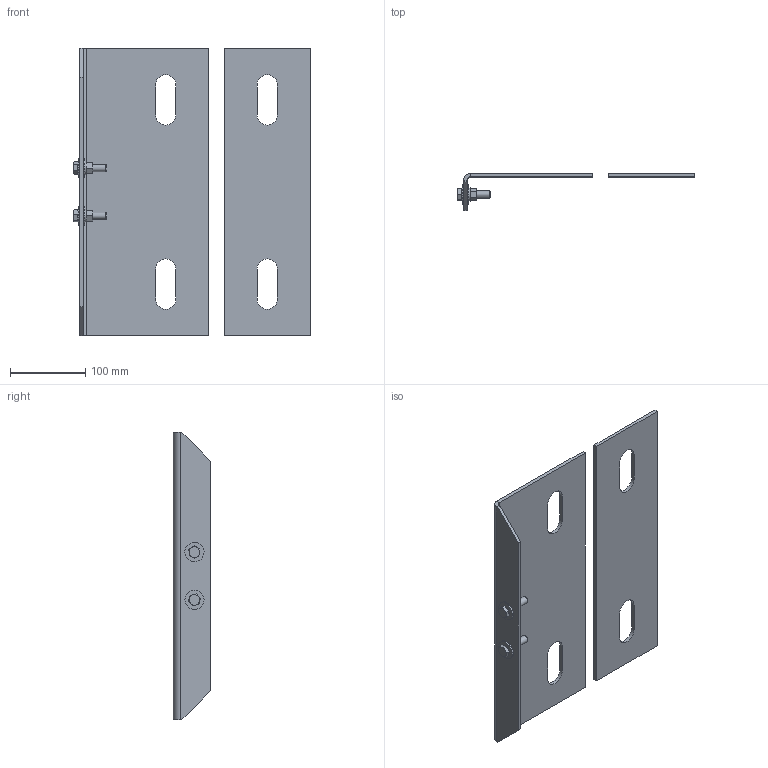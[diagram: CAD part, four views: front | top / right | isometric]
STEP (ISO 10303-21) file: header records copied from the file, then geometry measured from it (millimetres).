
FILE_DESCRIPTION(('Model of 313 (MS-3) assembly.'),'2;1');
FILE_NAME('313.stp','2011-11-03T10:53:05',('GL'),('Conveyor Components Company'),'Autodesk Inventor 2012','Autodesk Inventor 2012','GL');
FILE_SCHEMA(('AUTOMOTIVE_DESIGN { 1 0 10303 214 1 1 1 1 }'));
Length unit declared in the file: inch
Products named in the file (7): 313; 20200050; 20200022; 22011202; Plain Washer (Inch) 3/8 - wide - Type A; 22013501; Hex Nut - Inch 3/8 - 16
Assembly tree (12 placements, depth 2):
  313
    20200050
    20200022
    22011202  x2
    Plain Washer (Inch) 3/8 - wide - Type A  x4
    22013501  x2
    Hex Nut - Inch 3/8 - 16  x2
Bounding box: 314.09 x 49.47 x 381 mm (x, y, z)
Volume: 543971.2 mm3; surface area: 256310.6 mm2
Topology: 12 solids, 12 shells, 160 faces, 346 edges, 214 vertices
Faces by surface type: plane 84, cone 42, cylinder 32, torus 2
Full cylindrical faces by diameter (mm): 7.798 x2, 9.525 x2, 11.125 x4, 12.859 x2, 25.4 x4
Entity records: 2974 total; most frequent: CARTESIAN_POINT 546, DIRECTION 480, ORIENTED_EDGE 432, EDGE_CURVE 216, AXIS2_PLACEMENT_3D 182, VERTEX_POINT 140, EDGE_LOOP 126, VECTOR 116
